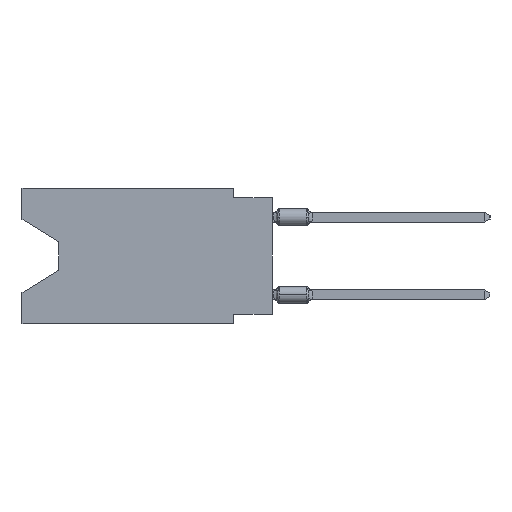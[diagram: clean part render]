
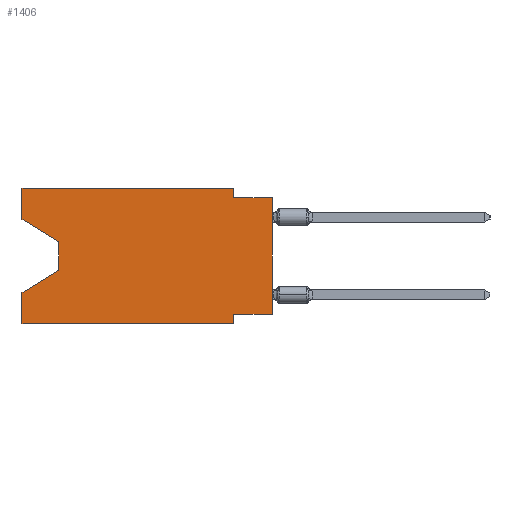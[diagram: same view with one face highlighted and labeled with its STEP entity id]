
A CAD part, left-side view. The second image highlights one B-rep face of the part: STEP entity #1406.
In plain terms, the highlighted planar face has unit normal (-1, 0, 0).
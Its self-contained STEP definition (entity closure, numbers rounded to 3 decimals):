
#565 = ORIENTED_EDGE ( 'NONE', *, *, #12242, .T. ) ;
#809 = CARTESIAN_POINT ( 'NONE',  ( 0., 16.383, 0. ) ) ;
#1148 = EDGE_CURVE ( 'NONE', #14984, #32007, #27803, .T. ) ;
#1332 = CARTESIAN_POINT ( 'NONE',  ( 0., 16.383, -2.038 ) ) ;
#1406 = ADVANCED_FACE ( 'NONE', ( #35237 ), #8679, .F. ) ;
#1545 = LINE ( 'NONE', #34997, #24317 ) ;
#1660 = DIRECTION ( 'NONE',  ( 0., 0., 1. ) ) ;
#2154 = CARTESIAN_POINT ( 'NONE',  ( 0., 2.54, -8.89 ) ) ;
#2863 = VECTOR ( 'NONE', #1660, 1000. ) ;
#3070 = EDGE_CURVE ( 'NONE', #31880, #16931, #1545, .T. ) ;
#3428 = EDGE_CURVE ( 'NONE', #29613, #28752, #22768, .T. ) ;
#4743 = CARTESIAN_POINT ( 'NONE',  ( 0., 16.383, 0. ) ) ;
#4755 = LINE ( 'NONE', #31520, #34352 ) ;
#5086 = DIRECTION ( 'NONE',  ( 0., -1., 0. ) ) ;
#5339 = ORIENTED_EDGE ( 'NONE', *, *, #23971, .F. ) ;
#5350 = VECTOR ( 'NONE', #32598, 1000. ) ;
#6417 = EDGE_CURVE ( 'NONE', #32007, #28921, #26000, .T. ) ;
#6963 = VECTOR ( 'NONE', #12065, 1000. ) ;
#7093 = ORIENTED_EDGE ( 'NONE', *, *, #6417, .F. ) ;
#7801 = DIRECTION ( 'NONE',  ( 0., -1., 0. ) ) ;
#7901 = CARTESIAN_POINT ( 'NONE',  ( 0., 2.54, -8.89 ) ) ;
#8679 = PLANE ( 'NONE',  #32099 ) ;
#9027 = EDGE_LOOP ( 'NONE', ( #565, #27678, #25052, #24218, #35843, #13270, #5339, #26816, #13165, #38572, #7093, #17461 ) ) ;
#9125 = VERTEX_POINT ( 'NONE', #32715 ) ;
#11294 = EDGE_CURVE ( 'NONE', #31880, #21237, #13880, .T. ) ;
#11832 = DIRECTION ( 'NONE',  ( 1., 0., 0. ) ) ;
#12065 = DIRECTION ( 'NONE',  ( 0., 0., 1. ) ) ;
#12242 = EDGE_CURVE ( 'NONE', #14984, #34678, #28762, .T. ) ;
#12495 = DIRECTION ( 'NONE',  ( 0., 0.855, -0.519 ) ) ;
#13135 = VECTOR ( 'NONE', #37459, 1000. ) ;
#13165 = ORIENTED_EDGE ( 'NONE', *, *, #3428, .F. ) ;
#13270 = ORIENTED_EDGE ( 'NONE', *, *, #23939, .F. ) ;
#13880 = LINE ( 'NONE', #22540, #2863 ) ;
#14518 = CARTESIAN_POINT ( 'NONE',  ( 0., 13.97, -5.385 ) ) ;
#14984 = VERTEX_POINT ( 'NONE', #1332 ) ;
#15670 = CARTESIAN_POINT ( 'NONE',  ( 0., 13.97, -5.385 ) ) ;
#15783 = EDGE_CURVE ( 'NONE', #17904, #21237, #23767, .T. ) ;
#16071 = CARTESIAN_POINT ( 'NONE',  ( 0., 0., -8.255 ) ) ;
#16159 = DIRECTION ( 'NONE',  ( 0., -0.855, -0.519 ) ) ;
#16209 = VECTOR ( 'NONE', #12495, 1000. ) ;
#16931 = VERTEX_POINT ( 'NONE', #2154 ) ;
#16952 = DIRECTION ( 'NONE',  ( 0., -1., 0. ) ) ;
#17151 = LINE ( 'NONE', #7901, #30561 ) ;
#17310 = CARTESIAN_POINT ( 'NONE',  ( 0., 2.54, -0.635 ) ) ;
#17461 = ORIENTED_EDGE ( 'NONE', *, *, #1148, .F. ) ;
#17730 = VECTOR ( 'NONE', #16159, 1000. ) ;
#17904 = VERTEX_POINT ( 'NONE', #15670 ) ;
#18066 = LINE ( 'NONE', #38704, #26006 ) ;
#19346 = DIRECTION ( 'NONE',  ( 0., 1., 0. ) ) ;
#20608 = CARTESIAN_POINT ( 'NONE',  ( 0., 2.54, 0. ) ) ;
#21237 = VERTEX_POINT ( 'NONE', #31830 ) ;
#22540 = CARTESIAN_POINT ( 'NONE',  ( 0., 16.383, 0. ) ) ;
#22603 = EDGE_CURVE ( 'NONE', #28921, #29613, #38684, .T. ) ;
#22768 = LINE ( 'NONE', #26120, #30634 ) ;
#23767 = LINE ( 'NONE', #14518, #16209 ) ;
#23776 = DIRECTION ( 'NONE',  ( 0., 0., -1. ) ) ;
#23939 = EDGE_CURVE ( 'NONE', #9125, #16931, #17151, .T. ) ;
#23958 = CARTESIAN_POINT ( 'NONE',  ( 0., 13.97, -3.505 ) ) ;
#23971 = EDGE_CURVE ( 'NONE', #32069, #9125, #4755, .T. ) ;
#24218 = ORIENTED_EDGE ( 'NONE', *, *, #11294, .F. ) ;
#24317 = VECTOR ( 'NONE', #5086, 1000. ) ;
#25052 = ORIENTED_EDGE ( 'NONE', *, *, #15783, .T. ) ;
#25434 = DIRECTION ( 'NONE',  ( 0., 0., -1. ) ) ;
#25611 = CARTESIAN_POINT ( 'NONE',  ( 0., 16.383, -2.038 ) ) ;
#25873 = CARTESIAN_POINT ( 'NONE',  ( 0., 0., 0. ) ) ;
#26000 = LINE ( 'NONE', #4743, #29687 ) ;
#26006 = VECTOR ( 'NONE', #23776, 1000. ) ;
#26120 = CARTESIAN_POINT ( 'NONE',  ( 0., 0., -0.635 ) ) ;
#26410 = DIRECTION ( 'NONE',  ( 0., 0., -1. ) ) ;
#26816 = ORIENTED_EDGE ( 'NONE', *, *, #36711, .T. ) ;
#27423 = CARTESIAN_POINT ( 'NONE',  ( 0., 2.54, 0. ) ) ;
#27678 = ORIENTED_EDGE ( 'NONE', *, *, #34728, .T. ) ;
#27803 = LINE ( 'NONE', #809, #6963 ) ;
#27876 = CARTESIAN_POINT ( 'NONE',  ( 0., 16.383, -8.89 ) ) ;
#28752 = VERTEX_POINT ( 'NONE', #32350 ) ;
#28762 = LINE ( 'NONE', #25611, #17730 ) ;
#28921 = VERTEX_POINT ( 'NONE', #27423 ) ;
#29613 = VERTEX_POINT ( 'NONE', #17310 ) ;
#29687 = VECTOR ( 'NONE', #16952, 1000. ) ;
#30561 = VECTOR ( 'NONE', #25434, 1000. ) ;
#30634 = VECTOR ( 'NONE', #7801, 1000. ) ;
#31520 = CARTESIAN_POINT ( 'NONE',  ( 0., 0., -8.255 ) ) ;
#31830 = CARTESIAN_POINT ( 'NONE',  ( 0., 16.383, -6.852 ) ) ;
#31880 = VERTEX_POINT ( 'NONE', #27876 ) ;
#32007 = VERTEX_POINT ( 'NONE', #36911 ) ;
#32069 = VERTEX_POINT ( 'NONE', #16071 ) ;
#32099 = AXIS2_PLACEMENT_3D ( 'NONE', #32682, #11832, #26410 ) ;
#32350 = CARTESIAN_POINT ( 'NONE',  ( 0., 0., -0.635 ) ) ;
#32598 = DIRECTION ( 'NONE',  ( 0., 0., -1. ) ) ;
#32682 = CARTESIAN_POINT ( 'NONE',  ( 0., 16.383, 0. ) ) ;
#32715 = CARTESIAN_POINT ( 'NONE',  ( 0., 2.54, -8.255 ) ) ;
#34352 = VECTOR ( 'NONE', #19346, 1000. ) ;
#34678 = VERTEX_POINT ( 'NONE', #23958 ) ;
#34708 = LINE ( 'NONE', #25873, #13135 ) ;
#34728 = EDGE_CURVE ( 'NONE', #34678, #17904, #18066, .T. ) ;
#34997 = CARTESIAN_POINT ( 'NONE',  ( 0., 16.383, -8.89 ) ) ;
#35237 = FACE_OUTER_BOUND ( 'NONE', #9027, .T. ) ;
#35843 = ORIENTED_EDGE ( 'NONE', *, *, #3070, .T. ) ;
#36711 = EDGE_CURVE ( 'NONE', #32069, #28752, #34708, .T. ) ;
#36911 = CARTESIAN_POINT ( 'NONE',  ( 0., 16.383, 0. ) ) ;
#37459 = DIRECTION ( 'NONE',  ( 0., 0., 1. ) ) ;
#38572 = ORIENTED_EDGE ( 'NONE', *, *, #22603, .F. ) ;
#38684 = LINE ( 'NONE', #20608, #5350 ) ;
#38704 = CARTESIAN_POINT ( 'NONE',  ( 0., 13.97, -3.505 ) ) ;
